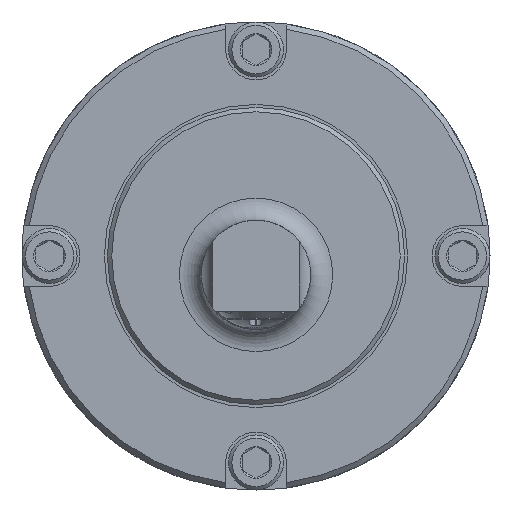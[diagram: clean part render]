
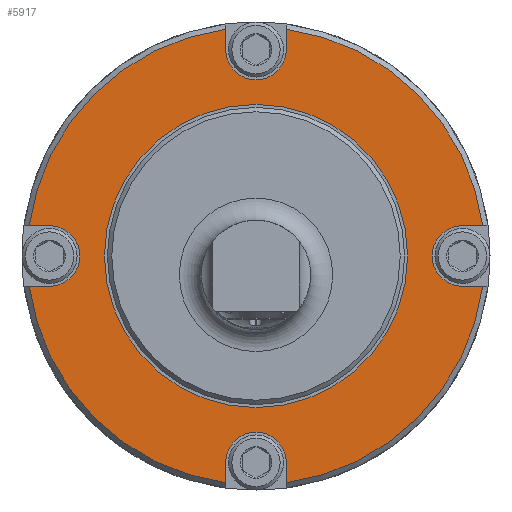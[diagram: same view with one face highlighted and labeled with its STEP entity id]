
A CAD part, front view. The second image highlights one B-rep face of the part: STEP entity #5917.
In plain terms, the highlighted planar face has unit normal (0, -1, 0).
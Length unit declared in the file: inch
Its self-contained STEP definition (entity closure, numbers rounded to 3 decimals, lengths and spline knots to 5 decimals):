
#275=PLANE('',#6549);
#325=FACE_BOUND('',#1094,.T.);
#689=FACE_OUTER_BOUND('',#1093,.T.);
#1093=EDGE_LOOP('',(#5328,#5329,#5330,#5331,#5332,#5333,#5334,#5335,#5336,
#5337,#5338,#5339,#5340,#5341,#5342,#5343));
#1094=EDGE_LOOP('',(#5344));
#1376=CIRCLE('',#6547,1.2975);
#1377=CIRCLE('',#6550,0.172);
#1378=CIRCLE('',#6551,1.2975);
#1379=CIRCLE('',#6552,0.172);
#1380=CIRCLE('',#6553,1.2975);
#1381=CIRCLE('',#6554,0.172);
#1382=CIRCLE('',#6555,1.2975);
#1383=CIRCLE('',#6556,0.172);
#1384=CIRCLE('',#6557,0.86);
#1910=LINE('',#19680,#2233);
#1913=LINE('',#19686,#2236);
#1914=LINE('',#19690,#2237);
#1915=LINE('',#19694,#2238);
#1916=LINE('',#19698,#2239);
#1917=LINE('',#19702,#2240);
#1918=LINE('',#19706,#2241);
#1919=LINE('',#19710,#2242);
#2233=VECTOR('',#8077,0.3937);
#2236=VECTOR('',#8082,0.3937);
#2237=VECTOR('',#8085,0.3937);
#2238=VECTOR('',#8088,0.3937);
#2239=VECTOR('',#8091,0.3937);
#2240=VECTOR('',#8094,0.3937);
#2241=VECTOR('',#8097,0.3937);
#2242=VECTOR('',#8100,0.3937);
#2786=VERTEX_POINT('',#19669);
#2787=VERTEX_POINT('',#19673);
#2788=VERTEX_POINT('',#19679);
#2790=VERTEX_POINT('',#19685);
#2791=VERTEX_POINT('',#19687);
#2792=VERTEX_POINT('',#19689);
#2793=VERTEX_POINT('',#19691);
#2794=VERTEX_POINT('',#19693);
#2795=VERTEX_POINT('',#19695);
#2796=VERTEX_POINT('',#19697);
#2797=VERTEX_POINT('',#19699);
#2798=VERTEX_POINT('',#19701);
#2799=VERTEX_POINT('',#19703);
#2800=VERTEX_POINT('',#19705);
#2801=VERTEX_POINT('',#19707);
#2802=VERTEX_POINT('',#19709);
#2803=VERTEX_POINT('',#19712);
#3640=EDGE_CURVE('',#2786,#2787,#1376,.T.);
#3642=EDGE_CURVE('',#2788,#2787,#1910,.T.);
#3645=EDGE_CURVE('',#2786,#2790,#1913,.T.);
#3646=EDGE_CURVE('',#2790,#2791,#1377,.T.);
#3647=EDGE_CURVE('',#2791,#2792,#1914,.T.);
#3648=EDGE_CURVE('',#2793,#2792,#1378,.T.);
#3649=EDGE_CURVE('',#2793,#2794,#1915,.T.);
#3650=EDGE_CURVE('',#2794,#2795,#1379,.T.);
#3651=EDGE_CURVE('',#2795,#2796,#1916,.T.);
#3652=EDGE_CURVE('',#2797,#2796,#1380,.T.);
#3653=EDGE_CURVE('',#2797,#2798,#1917,.T.);
#3654=EDGE_CURVE('',#2798,#2799,#1381,.T.);
#3655=EDGE_CURVE('',#2799,#2800,#1918,.T.);
#3656=EDGE_CURVE('',#2801,#2800,#1382,.T.);
#3657=EDGE_CURVE('',#2801,#2802,#1919,.T.);
#3658=EDGE_CURVE('',#2802,#2788,#1383,.T.);
#3659=EDGE_CURVE('',#2803,#2803,#1384,.T.);
#5328=ORIENTED_EDGE('',*,*,#3640,.F.);
#5329=ORIENTED_EDGE('',*,*,#3645,.T.);
#5330=ORIENTED_EDGE('',*,*,#3646,.T.);
#5331=ORIENTED_EDGE('',*,*,#3647,.T.);
#5332=ORIENTED_EDGE('',*,*,#3648,.F.);
#5333=ORIENTED_EDGE('',*,*,#3649,.T.);
#5334=ORIENTED_EDGE('',*,*,#3650,.T.);
#5335=ORIENTED_EDGE('',*,*,#3651,.T.);
#5336=ORIENTED_EDGE('',*,*,#3652,.F.);
#5337=ORIENTED_EDGE('',*,*,#3653,.T.);
#5338=ORIENTED_EDGE('',*,*,#3654,.T.);
#5339=ORIENTED_EDGE('',*,*,#3655,.T.);
#5340=ORIENTED_EDGE('',*,*,#3656,.F.);
#5341=ORIENTED_EDGE('',*,*,#3657,.T.);
#5342=ORIENTED_EDGE('',*,*,#3658,.T.);
#5343=ORIENTED_EDGE('',*,*,#3642,.T.);
#5344=ORIENTED_EDGE('',*,*,#3659,.T.);
#5917=ADVANCED_FACE('',(#689,#325),#275,.T.);
#6547=AXIS2_PLACEMENT_3D('',#19674,#8073,#8074);
#6549=AXIS2_PLACEMENT_3D('',#19684,#8080,#8081);
#6550=AXIS2_PLACEMENT_3D('',#19688,#8083,#8084);
#6551=AXIS2_PLACEMENT_3D('',#19692,#8086,#8087);
#6552=AXIS2_PLACEMENT_3D('',#19696,#8089,#8090);
#6553=AXIS2_PLACEMENT_3D('',#19700,#8092,#8093);
#6554=AXIS2_PLACEMENT_3D('',#19704,#8095,#8096);
#6555=AXIS2_PLACEMENT_3D('',#19708,#8098,#8099);
#6556=AXIS2_PLACEMENT_3D('',#19711,#8101,#8102);
#6557=AXIS2_PLACEMENT_3D('',#19713,#8103,#8104);
#8073=DIRECTION('center_axis',(0.,1.,0.));
#8074=DIRECTION('ref_axis',(1.,0.,0.));
#8077=DIRECTION('',(1.,0.,0.));
#8080=DIRECTION('center_axis',(0.,-1.,0.));
#8081=DIRECTION('ref_axis',(1.,0.,0.));
#8082=DIRECTION('',(0.,0.,-1.));
#8083=DIRECTION('center_axis',(0.,1.,0.));
#8084=DIRECTION('ref_axis',(-1.,0.,0.));
#8085=DIRECTION('',(0.,0.,1.));
#8086=DIRECTION('center_axis',(0.,1.,0.));
#8087=DIRECTION('ref_axis',(-1.,0.,0.));
#8088=DIRECTION('',(1.,0.,0.));
#8089=DIRECTION('center_axis',(0.,1.,0.));
#8090=DIRECTION('ref_axis',(0.,0.,-1.));
#8091=DIRECTION('',(-1.,0.,0.));
#8092=DIRECTION('center_axis',(0.,1.,0.));
#8093=DIRECTION('ref_axis',(-1.,0.,0.));
#8094=DIRECTION('',(0.,0.,1.));
#8095=DIRECTION('center_axis',(0.,1.,0.));
#8096=DIRECTION('ref_axis',(1.,0.,0.));
#8097=DIRECTION('',(0.,0.,-1.));
#8098=DIRECTION('center_axis',(0.,1.,0.));
#8099=DIRECTION('ref_axis',(1.,0.,0.));
#8100=DIRECTION('',(-1.,0.,0.));
#8101=DIRECTION('center_axis',(0.,1.,0.));
#8102=DIRECTION('ref_axis',(0.,0.,1.));
#8103=DIRECTION('center_axis',(0.,1.,0.));
#8104=DIRECTION('ref_axis',(-1.,0.,0.));
#19669=CARTESIAN_POINT('',(0.172,2.307,1.39305));
#19673=CARTESIAN_POINT('',(1.28605,2.307,0.279));
#19674=CARTESIAN_POINT('Origin',(0.,2.307,0.107));
#19679=CARTESIAN_POINT('',(1.171,2.307,0.279));
#19680=CARTESIAN_POINT('',(0.5855,2.307,0.279));
#19684=CARTESIAN_POINT('Origin',(0.,2.307,0.107));
#19685=CARTESIAN_POINT('',(0.172,2.307,1.278));
#19686=CARTESIAN_POINT('',(0.172,2.307,0.957));
#19687=CARTESIAN_POINT('',(-0.172,2.307,1.278));
#19688=CARTESIAN_POINT('Origin',(0.,2.307,1.278));
#19689=CARTESIAN_POINT('',(-0.172,2.307,1.39305));
#19690=CARTESIAN_POINT('',(-0.172,2.307,0.6925));
#19691=CARTESIAN_POINT('',(-1.28605,2.307,0.279));
#19692=CARTESIAN_POINT('Origin',(0.,2.307,0.107));
#19693=CARTESIAN_POINT('',(-1.171,2.307,0.279));
#19694=CARTESIAN_POINT('',(-0.85,2.307,0.279));
#19695=CARTESIAN_POINT('',(-1.171,2.307,-0.065));
#19696=CARTESIAN_POINT('Origin',(-1.171,2.307,0.107));
#19697=CARTESIAN_POINT('',(-1.28605,2.307,-0.065));
#19698=CARTESIAN_POINT('',(-0.5855,2.307,-0.065));
#19699=CARTESIAN_POINT('',(-0.172,2.307,-1.17905));
#19700=CARTESIAN_POINT('Origin',(0.,2.307,0.107));
#19701=CARTESIAN_POINT('',(-0.172,2.307,-1.064));
#19702=CARTESIAN_POINT('',(-0.172,2.307,-0.743));
#19703=CARTESIAN_POINT('',(0.172,2.307,-1.064));
#19704=CARTESIAN_POINT('Origin',(0.,2.307,-1.064));
#19705=CARTESIAN_POINT('',(0.172,2.307,-1.17905));
#19706=CARTESIAN_POINT('',(0.172,2.307,-0.4785));
#19707=CARTESIAN_POINT('',(1.28605,2.307,-0.065));
#19708=CARTESIAN_POINT('Origin',(0.,2.307,0.107));
#19709=CARTESIAN_POINT('',(1.171,2.307,-0.065));
#19710=CARTESIAN_POINT('',(0.85,2.307,-0.065));
#19711=CARTESIAN_POINT('Origin',(1.171,2.307,0.107));
#19712=CARTESIAN_POINT('',(0.86,2.307,0.107));
#19713=CARTESIAN_POINT('Origin',(0.,2.307,0.107));
